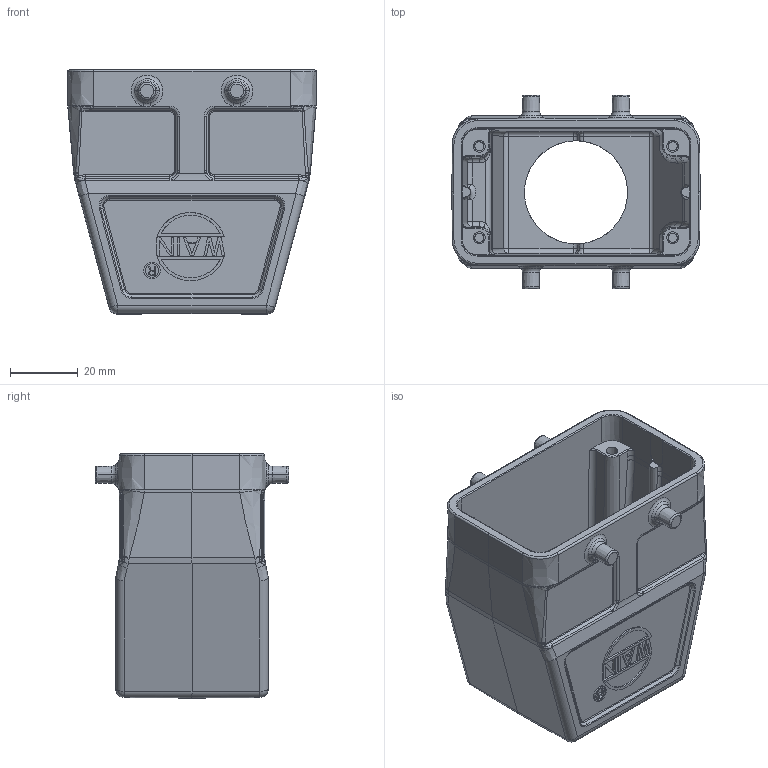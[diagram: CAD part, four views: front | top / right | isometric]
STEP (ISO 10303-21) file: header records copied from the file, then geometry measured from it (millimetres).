
FILE_DESCRIPTION((''),'2;1');
FILE_NAME('H10B-BEH-W','2019-06-12T',('zl.chen'),(''),'PRO/ENGINEER BY PARAMETRIC TECHNOLOGY CORPORATION, 2013430','PRO/ENGINEER BY PARAMETRIC TECHNOLOGY CORPORATION, 2013430','');
FILE_SCHEMA(('CONFIG_CONTROL_DESIGN','SHAPE_APPEARANCE_LAYERS_GROUPS'));
Length unit declared in the file: millimetre
Products named in the file (1): H10B-BEH-W
Bounding box: 73.2 x 57 x 72 mm (x, y, z)
Volume: 60218.4 mm3; surface area: 32192.7 mm2
Topology: 1 solids, 1 shells, 701 faces, 1747 edges, 1073 vertices
Faces by surface type: plane 257, bspline 161, cylinder 146, torus 69, cone 46, sphere 14, extrusion 8
Entity records: 33364 total; most frequent: CARTESIAN_POINT 12168, ORIENTED_EDGE 3474, DIRECTION 2856, PRESENTATION_STYLE_ASSIGNMENT 1768, STYLED_ITEM 1739, CURVE_STYLE 1738, EDGE_CURVE 1737, VERTEX_POINT 1073
